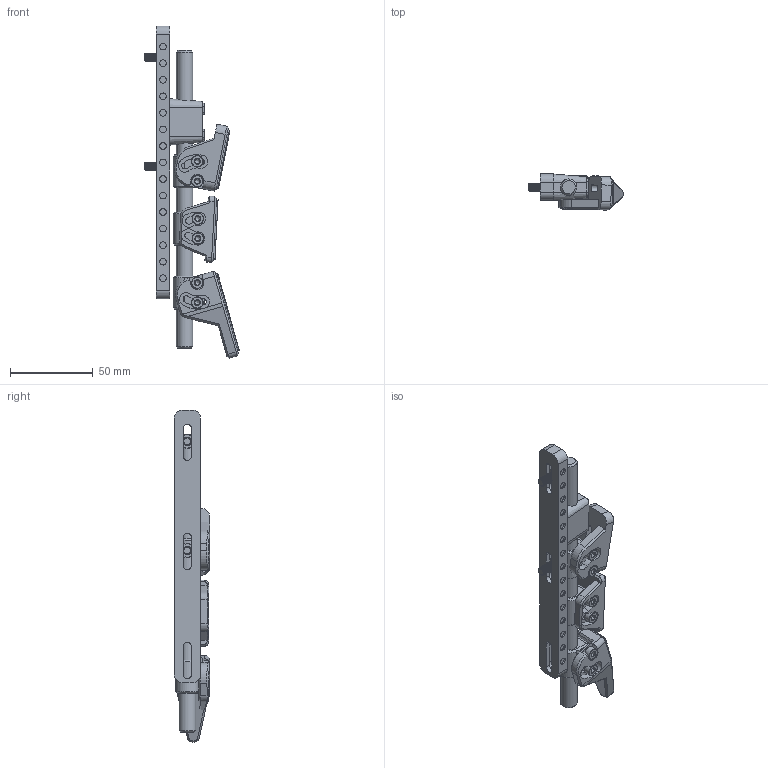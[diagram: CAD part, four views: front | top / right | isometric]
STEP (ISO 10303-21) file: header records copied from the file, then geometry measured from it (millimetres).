
FILE_DESCRIPTION(('STEP AP242'), '1');
FILE_NAME('栖闉罻 1', '', ('UNSPECIFIED'), ('UNSPECIFIED'), 'C3D Converter', 'C3D Toolkit', '');
FILE_SCHEMA(('AP242_MANAGED_MODEL_BASED_3D_ENGINEERING_MIM_LF { 1 0 10303 442 1 1 4 }'));
Length unit declared in the file: millimetre
Assembly tree (20 placements, depth 2):
  (unnamed)
    (unnamed)  x3
    (unnamed)
    (unnamed)
    (unnamed)
    (unnamed)
    (unnamed)
    (unnamed)
    (unnamed)  x3
    (unnamed)  x6
    (unnamed)  x2
Bounding box: 56.94 x 21.65 x 200.72 mm (x, y, z)
Volume: 68025.7 mm3; surface area: 44476.5 mm2
Topology: 25 solids, 25 shells, 1230 faces, 3028 edges, 1902 vertices
Faces by surface type: cylinder 591, plane 441, cone 102, torus 40, bspline 32, sphere 24
Full cylindrical faces by diameter (mm): 3.3 x6, 4 x38, 4.917 x3, 7 x6, 8 x1, 8.5 x2, 10 x5
Entity records: 49064 total; most frequent: CARTESIAN_POINT 30334, DIRECTION 3468, ORIENTED_EDGE 3296, EDGE_CURVE 1648, AXIS2_PLACEMENT_3D 1302, VERTEX_POINT 1073, LINE 864, VECTOR 864
